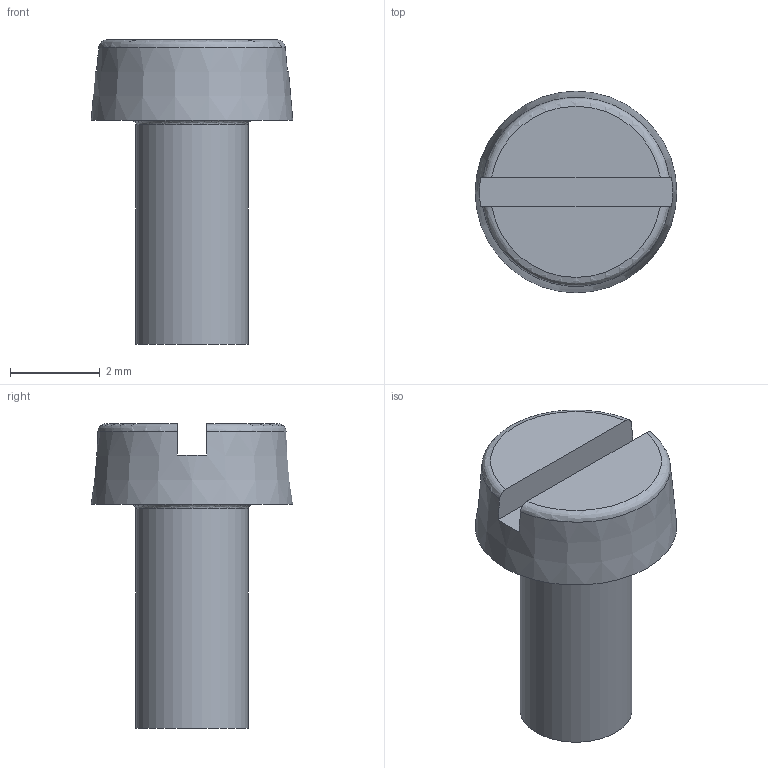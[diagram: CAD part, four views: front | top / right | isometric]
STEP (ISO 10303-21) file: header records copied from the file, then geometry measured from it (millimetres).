
FILE_DESCRIPTION(('FreeCAD Model'),'2;1');
FILE_NAME('M2_5x5-Screw.step','2019-08-05T10:44:37',('Author'),(''), 'Open CASCADE STEP processor 7.3','FreeCAD','Unknown');
FILE_SCHEMA(('AUTOMOTIVE_DESIGN { 1 0 10303 214 1 1 1 1 }'));
Length unit declared in the file: millimetre
Products named in the file (1): M2.5x5-Screw
Bounding box: 4.5 x 4.5 x 6.8 mm (x, y, z)
Volume: 49.2 mm3; surface area: 97.4 mm2
Topology: 1 solids, 1 shells, 12 faces, 26 edges, 17 vertices
Faces by surface type: plane 7, revolution 3, cone 1, cylinder 1
Full cylindrical faces by diameter (mm): 2.5 x1
Entity records: 431 total; most frequent: CARTESIAN_POINT 127, DIRECTION 67, ORIENTED_EDGE 52, AXIS2_PLACEMENT_3D 29, EDGE_CURVE 26, VERTEX_POINT 17, CIRCLE 15, FACE_BOUND 13
